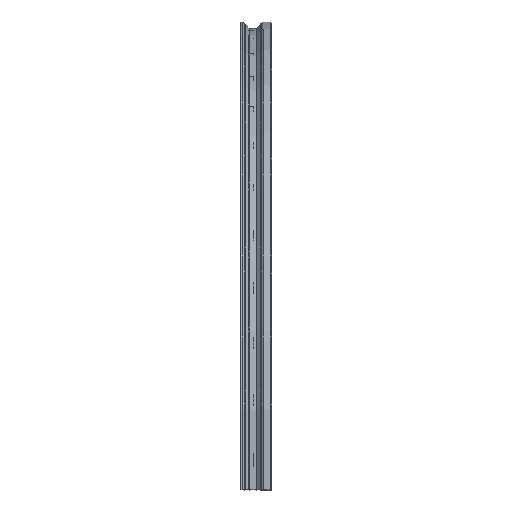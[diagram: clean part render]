
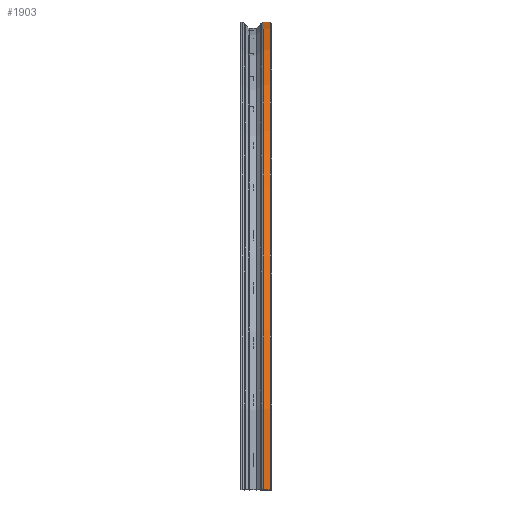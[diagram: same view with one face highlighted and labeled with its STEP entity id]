
A CAD part, left-side view. The second image highlights one B-rep face of the part: STEP entity #1903.
In plain terms, the highlighted cylindrical face has radius 414 mm (diameter 828 mm), a partial arc.
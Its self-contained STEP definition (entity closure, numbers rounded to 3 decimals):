
#238 = DIRECTION ( 'NONE',  ( -1., 0., 0. ) ) ;
#354 = AXIS2_PLACEMENT_3D ( 'NONE', #3226, #577, #1541 ) ;
#577 = DIRECTION ( 'NONE',  ( 0., 1., 0. ) ) ;
#584 = LINE ( 'NONE', #900, #1856 ) ;
#606 = DIRECTION ( 'NONE',  ( 0., 1., 0. ) ) ;
#791 = CIRCLE ( 'NONE', #5208, 414. ) ;
#900 = CARTESIAN_POINT ( 'NONE',  ( -814., 1.5, 0. ) ) ;
#964 = CARTESIAN_POINT ( 'NONE',  ( -400., 0., 414. ) ) ;
#1063 = ORIENTED_EDGE ( 'NONE', *, *, #3931, .T. ) ;
#1200 = EDGE_CURVE ( 'NONE', #1829, #2678, #584, .T. ) ;
#1266 = FACE_OUTER_BOUND ( 'NONE', #3846, .T. ) ;
#1541 = DIRECTION ( 'NONE',  ( -1., 0., 0. ) ) ;
#1635 = VERTEX_POINT ( 'NONE', #1747 ) ;
#1747 = CARTESIAN_POINT ( 'NONE',  ( -400., 1.5, 414. ) ) ;
#1812 = EDGE_CURVE ( 'NONE', #2678, #4235, #791, .T. ) ;
#1829 = VERTEX_POINT ( 'NONE', #4926 ) ;
#1856 = VECTOR ( 'NONE', #2276, 1000. ) ;
#1903 = ADVANCED_FACE ( 'NONE', ( #1266 ), #3768, .T. ) ;
#2149 = AXIS2_PLACEMENT_3D ( 'NONE', #4708, #4170, #3861 ) ;
#2276 = DIRECTION ( 'NONE',  ( 0., 1., 0. ) ) ;
#2665 = EDGE_CURVE ( 'NONE', #1829, #1635, #2781, .T. ) ;
#2678 = VERTEX_POINT ( 'NONE', #2827 ) ;
#2781 = CIRCLE ( 'NONE', #354, 414. ) ;
#2827 = CARTESIAN_POINT ( 'NONE',  ( -814., 7.444, 0. ) ) ;
#3226 = CARTESIAN_POINT ( 'NONE',  ( -400., 1.5, 0. ) ) ;
#3713 = ORIENTED_EDGE ( 'NONE', *, *, #2665, .T. ) ;
#3768 = CYLINDRICAL_SURFACE ( 'NONE', #2149, 414. ) ;
#3846 = EDGE_LOOP ( 'NONE', ( #3713, #1063, #4084, #4731 ) ) ;
#3861 = DIRECTION ( 'NONE',  ( 0., 0., 1. ) ) ;
#3893 = VECTOR ( 'NONE', #3994, 1000. ) ;
#3931 = EDGE_CURVE ( 'NONE', #1635, #4235, #4017, .T. ) ;
#3994 = DIRECTION ( 'NONE',  ( 0., 1., 0. ) ) ;
#4017 = LINE ( 'NONE', #964, #3893 ) ;
#4084 = ORIENTED_EDGE ( 'NONE', *, *, #1812, .F. ) ;
#4170 = DIRECTION ( 'NONE',  ( 0., 1., 0. ) ) ;
#4235 = VERTEX_POINT ( 'NONE', #5526 ) ;
#4507 = CARTESIAN_POINT ( 'NONE',  ( -400., 7.444, 0. ) ) ;
#4708 = CARTESIAN_POINT ( 'NONE',  ( -400., 0., 0. ) ) ;
#4731 = ORIENTED_EDGE ( 'NONE', *, *, #1200, .F. ) ;
#4926 = CARTESIAN_POINT ( 'NONE',  ( -814., 1.5, 0. ) ) ;
#5208 = AXIS2_PLACEMENT_3D ( 'NONE', #4507, #606, #238 ) ;
#5526 = CARTESIAN_POINT ( 'NONE',  ( -400., 7.444, 414. ) ) ;
